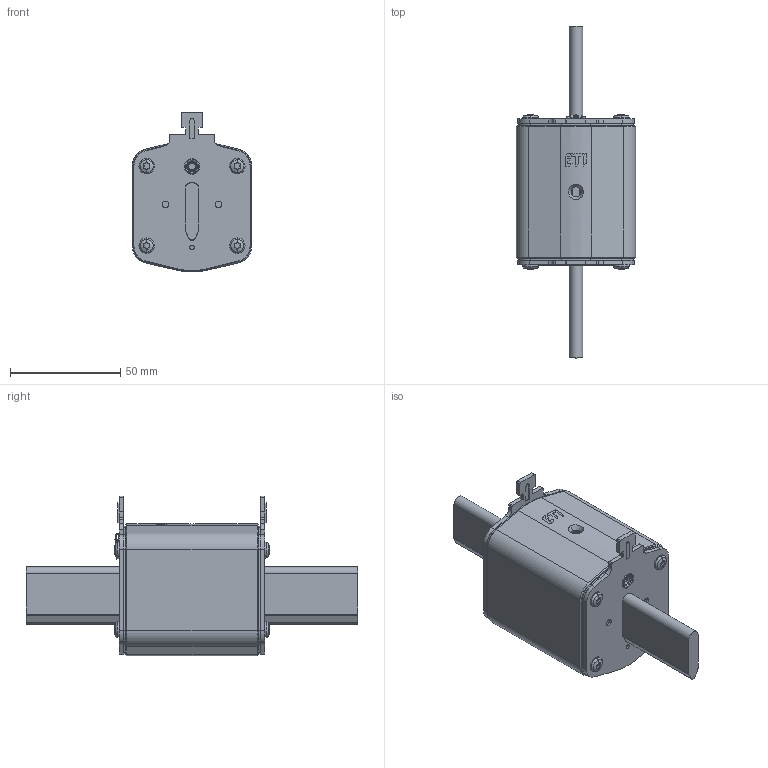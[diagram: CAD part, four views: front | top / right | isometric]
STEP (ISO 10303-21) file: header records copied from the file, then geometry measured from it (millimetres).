
FILE_DESCRIPTION((''),'2;1');
FILE_NAME('NV2_ETI1','2018-01-29T',('matic.bajda'),('Audax d.o.o.'),'CREO PARAMETRIC BY PTC INC, 2016260','CREO PARAMETRIC BY PTC INC, 2016260','');
FILE_SCHEMA(('AUTOMOTIVE_DESIGN { 1 0 10303 214 1 1 1 1 }'));
Length unit declared in the file: millimetre
Products named in the file (1): NV2_ETI1
Bounding box: 54 x 150.2 x 72.38 mm (x, y, z)
Volume: 203945.3 mm3; surface area: 32346.4 mm2
Topology: 1 solids, 30 shells, 826 faces, 2372 edges, 1571 vertices
Faces by surface type: cylinder 354, plane 300, cone 77, torus 40, bspline 24, sphere 16, extrusion 15
Entity records: 32311 total; most frequent: CARTESIAN_POINT 10404, ORIENTED_EDGE 4596, DIRECTION 4510, EDGE_CURVE 2324, AXIS2_PLACEMENT_3D 1695, VERTEX_POINT 1571, VECTOR 1120, LINE 1105
